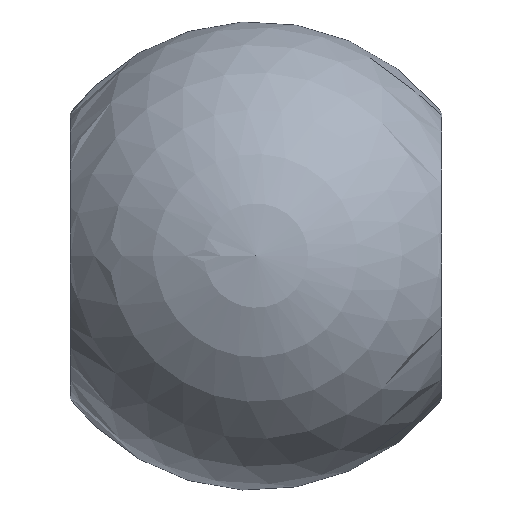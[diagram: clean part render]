
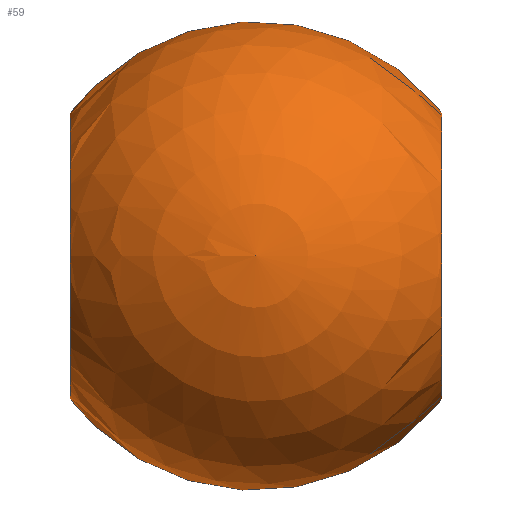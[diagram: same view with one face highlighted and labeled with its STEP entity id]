
A CAD part, top view. The second image highlights one B-rep face of the part: STEP entity #59.
In plain terms, the highlighted spherical face has radius 10 mm.
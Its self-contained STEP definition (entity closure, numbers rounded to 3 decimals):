
#15=FACE_BOUND('',#21,.T.);
#16=SPHERICAL_SURFACE('',#88,10.);
#18=FACE_OUTER_BOUND('',#20,.T.);
#20=EDGE_LOOP('',(#49,#50,#51,#52,#53,#54,#55));
#21=EDGE_LOOP('',(#56));
#24=CIRCLE('',#84,6.1);
#25=CIRCLE('',#85,6.1);
#26=CIRCLE('',#86,6.1);
#27=CIRCLE('',#87,6.1);
#28=CIRCLE('',#89,10.);
#29=CIRCLE('',#90,10.);
#30=VERTEX_POINT('',#112);
#31=VERTEX_POINT('',#113);
#32=VERTEX_POINT('',#115);
#33=VERTEX_POINT('',#118);
#34=VERTEX_POINT('',#122);
#35=VERTEX_POINT('',#124);
#36=EDGE_CURVE('',#30,#31,#24,.T.);
#38=EDGE_CURVE('',#32,#32,#25,.T.);
#39=EDGE_CURVE('',#33,#30,#26,.T.);
#40=EDGE_CURVE('',#31,#33,#27,.T.);
#41=EDGE_CURVE('',#31,#34,#28,.T.);
#42=EDGE_CURVE('',#35,#33,#29,.T.);
#49=ORIENTED_EDGE('',*,*,#36,.T.);
#50=ORIENTED_EDGE('',*,*,#41,.T.);
#51=ORIENTED_EDGE('',*,*,#41,.F.);
#52=ORIENTED_EDGE('',*,*,#40,.T.);
#53=ORIENTED_EDGE('',*,*,#42,.F.);
#54=ORIENTED_EDGE('',*,*,#42,.T.);
#55=ORIENTED_EDGE('',*,*,#39,.T.);
#56=ORIENTED_EDGE('',*,*,#38,.T.);
#59=ADVANCED_FACE('',(#18,#15),#16,.T.);
#84=AXIS2_PLACEMENT_3D('',#114,#95,#96);
#85=AXIS2_PLACEMENT_3D('',#117,#98,#99);
#86=AXIS2_PLACEMENT_3D('',#119,#100,#101);
#87=AXIS2_PLACEMENT_3D('',#120,#102,#103);
#88=AXIS2_PLACEMENT_3D('',#121,#104,#105);
#89=AXIS2_PLACEMENT_3D('',#123,#106,#107);
#90=AXIS2_PLACEMENT_3D('',#125,#108,#109);
#95=DIRECTION('center_axis',(1.,0.,0.));
#96=DIRECTION('ref_axis',(0.,1.,0.));
#98=DIRECTION('center_axis',(-1.,0.,0.));
#99=DIRECTION('ref_axis',(0.,1.,0.));
#100=DIRECTION('center_axis',(1.,0.,0.));
#101=DIRECTION('ref_axis',(0.,1.,0.));
#102=DIRECTION('center_axis',(1.,0.,0.));
#103=DIRECTION('ref_axis',(0.,1.,0.));
#104=DIRECTION('center_axis',(0.,0.,1.));
#105=DIRECTION('ref_axis',(1.,0.,0.));
#106=DIRECTION('center_axis',(0.,-1.,0.));
#107=DIRECTION('ref_axis',(-1.,0.,0.));
#108=DIRECTION('center_axis',(0.,-1.,0.));
#109=DIRECTION('ref_axis',(-1.,0.,0.));
#112=CARTESIAN_POINT('',(-7.924,-6.1,0.));
#113=CARTESIAN_POINT('',(-7.924,0.,-6.1));
#114=CARTESIAN_POINT('Origin',(-7.924,0.,0.));
#115=CARTESIAN_POINT('',(7.924,-6.1,0.));
#117=CARTESIAN_POINT('Origin',(7.924,0.,0.));
#118=CARTESIAN_POINT('',(-7.924,0.,6.1));
#119=CARTESIAN_POINT('Origin',(-7.924,0.,0.));
#120=CARTESIAN_POINT('Origin',(-7.924,0.,0.));
#121=CARTESIAN_POINT('Origin',(0.,0.,0.));
#122=CARTESIAN_POINT('',(0.,0.,-10.));
#123=CARTESIAN_POINT('Origin',(0.,0.,0.));
#124=CARTESIAN_POINT('',(0.,0.,10.));
#125=CARTESIAN_POINT('Origin',(0.,0.,0.));
